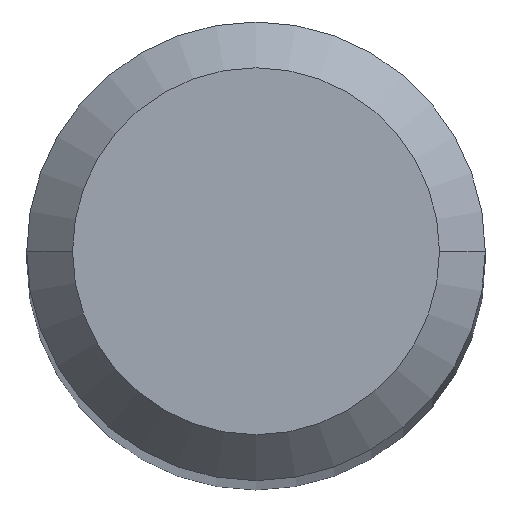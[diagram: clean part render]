
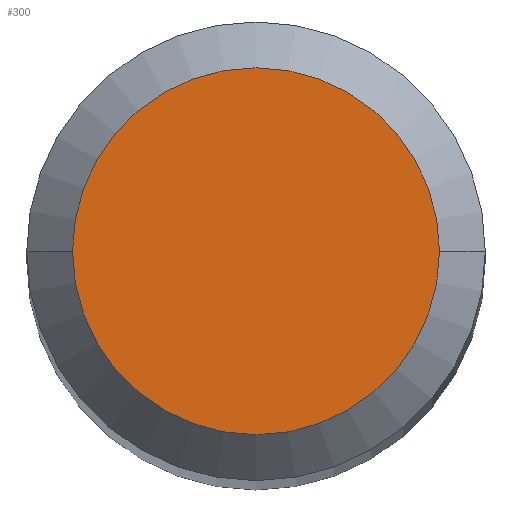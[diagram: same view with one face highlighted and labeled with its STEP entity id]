
A CAD part, top view. The second image highlights one B-rep face of the part: STEP entity #300.
In plain terms, the highlighted planar face has unit normal (0, 0, 1).
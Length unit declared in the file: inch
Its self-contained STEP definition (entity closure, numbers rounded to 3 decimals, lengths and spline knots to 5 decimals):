
#7 = VERTEX_POINT ( 'NONE', #279 ) ;
#47 = CARTESIAN_POINT ( 'NONE',  ( -0.063, 0., 0. ) ) ;
#48 = AXIS2_PLACEMENT_3D ( 'NONE', #194, #230, #122 ) ;
#83 = DIRECTION ( 'NONE',  ( 1., 0., 0. ) ) ;
#122 = DIRECTION ( 'NONE',  ( -1., 0., 0. ) ) ;
#126 = ORIENTED_EDGE ( 'NONE', *, *, #296, .T. ) ;
#127 = DIRECTION ( 'NONE',  ( 1., 0., 0. ) ) ;
#129 = AXIS2_PLACEMENT_3D ( 'NONE', #152, #451, #83 ) ;
#152 = CARTESIAN_POINT ( 'NONE',  ( 0., 0., 0. ) ) ;
#153 = PLANE ( 'NONE',  #48 ) ;
#194 = CARTESIAN_POINT ( 'NONE',  ( 0., 0., 0. ) ) ;
#195 = ORIENTED_EDGE ( 'NONE', *, *, #466, .T. ) ;
#199 = FACE_OUTER_BOUND ( 'NONE', #389, .T. ) ;
#201 = AXIS2_PLACEMENT_3D ( 'NONE', #462, #285, #127 ) ;
#230 = DIRECTION ( 'NONE',  ( 0., 0., -1. ) ) ;
#279 = CARTESIAN_POINT ( 'NONE',  ( 0.063, 0., 0. ) ) ;
#285 = DIRECTION ( 'NONE',  ( 0., 0., 1. ) ) ;
#296 = EDGE_CURVE ( 'NONE', #324, #7, #379, .T. ) ;
#300 = ADVANCED_FACE ( 'NONE', ( #199 ), #153, .F. ) ;
#324 = VERTEX_POINT ( 'NONE', #47 ) ;
#379 = CIRCLE ( 'NONE', #129, 0.063 ) ;
#389 = EDGE_LOOP ( 'NONE', ( #126, #195 ) ) ;
#412 = CIRCLE ( 'NONE', #201, 0.063 ) ;
#451 = DIRECTION ( 'NONE',  ( 0., 0., 1. ) ) ;
#462 = CARTESIAN_POINT ( 'NONE',  ( 0., 0., 0. ) ) ;
#466 = EDGE_CURVE ( 'NONE', #7, #324, #412, .T. ) ;
